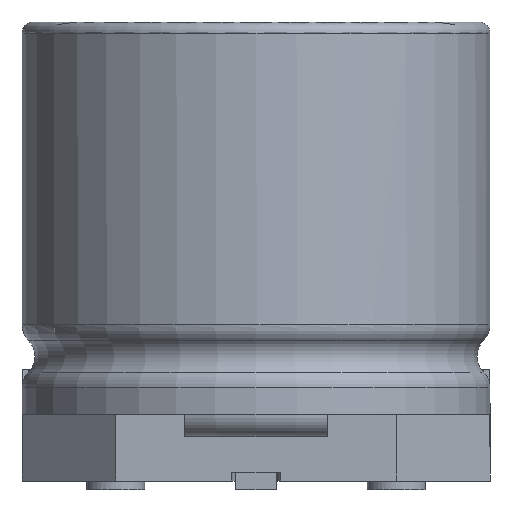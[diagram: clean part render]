
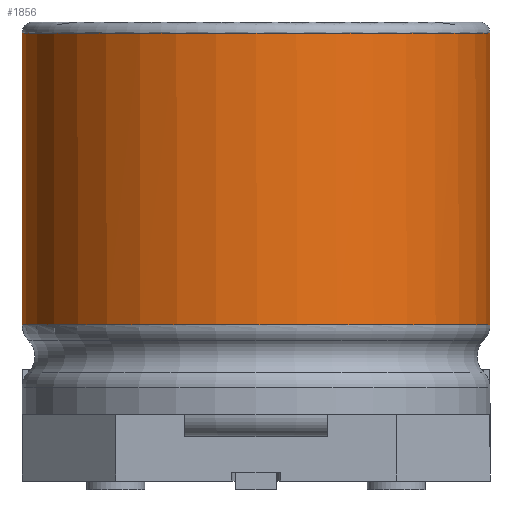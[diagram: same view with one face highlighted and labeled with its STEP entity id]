
A CAD part, front view. The second image highlights one B-rep face of the part: STEP entity #1856.
In plain terms, the highlighted cylindrical face has radius 5.25 mm (diameter 10.5 mm), a full revolution.
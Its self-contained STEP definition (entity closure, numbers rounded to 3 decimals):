
#96 = FACE_OUTER_BOUND ( 'NONE', #298, .T. ) ;
#98 = FACE_OUTER_BOUND ( 'NONE', #299, .T. ) ;
#103 = CYLINDRICAL_SURFACE ( 'NONE', #689, 5.25 ) ;
#243 = VERTEX_POINT ( 'NONE', #1632 ) ;
#298 = EDGE_LOOP ( 'NONE', ( #1095 ) ) ;
#299 = EDGE_LOOP ( 'NONE', ( #1096, #1097 ) ) ;
#526 = CARTESIAN_POINT ( 'NONE',  ( 0., 0., 10.25 ) ) ;
#527 = DIRECTION ( 'NONE',  ( 0., 0., -1. ) ) ;
#529 = DIRECTION ( 'NONE',  ( -1., 0., 0. ) ) ;
#535 = CARTESIAN_POINT ( 'NONE',  ( 0., 0., 3.707 ) ) ;
#536 = DIRECTION ( 'NONE',  ( 0., 0., 1. ) ) ;
#537 = DIRECTION ( 'NONE',  ( 1., 0., 0. ) ) ;
#538 = CARTESIAN_POINT ( 'NONE',  ( 0., 0., 10.25 ) ) ;
#539 = DIRECTION ( 'NONE',  ( 0., 0., -1. ) ) ;
#540 = DIRECTION ( 'NONE',  ( -1., 0., 0. ) ) ;
#577 = CARTESIAN_POINT ( 'NONE',  ( 4.95, 1.75, 10.25 ) ) ;
#595 = CARTESIAN_POINT ( 'NONE',  ( -4.95, 1.75, 10.25 ) ) ;
#655 = EDGE_CURVE ( 'NONE', #866, #1021, #949, .T. ) ;
#657 = EDGE_CURVE ( 'NONE', #243, #243, #942, .T. ) ;
#658 = EDGE_CURVE ( 'NONE', #1021, #866, #940, .T. ) ;
#689 = AXIS2_PLACEMENT_3D ( 'NONE', #1354, #1355, #1362 ) ;
#866 = VERTEX_POINT ( 'NONE', #577 ) ;
#940 = CIRCLE ( 'NONE', #1737, 5.25 ) ;
#942 = CIRCLE ( 'NONE', #1738, 5.25 ) ;
#949 = CIRCLE ( 'NONE', #1739, 5.25 ) ;
#1021 = VERTEX_POINT ( 'NONE', #595 ) ;
#1095 = ORIENTED_EDGE ( 'NONE', *, *, #657, .T. ) ;
#1096 = ORIENTED_EDGE ( 'NONE', *, *, #658, .T. ) ;
#1097 = ORIENTED_EDGE ( 'NONE', *, *, #655, .T. ) ;
#1354 = CARTESIAN_POINT ( 'NONE',  ( 0., 0., 1.2 ) ) ;
#1355 = DIRECTION ( 'NONE',  ( 0., 0., -1. ) ) ;
#1362 = DIRECTION ( 'NONE',  ( -1., 0., 0. ) ) ;
#1632 = CARTESIAN_POINT ( 'NONE',  ( 5.25, 0., 3.707 ) ) ;
#1737 = AXIS2_PLACEMENT_3D ( 'NONE', #538, #539, #540 ) ;
#1738 = AXIS2_PLACEMENT_3D ( 'NONE', #535, #536, #537 ) ;
#1739 = AXIS2_PLACEMENT_3D ( 'NONE', #526, #527, #529 ) ;
#1856 = ADVANCED_FACE ( 'NONE', ( #96, #98 ), #103, .T. ) ;
